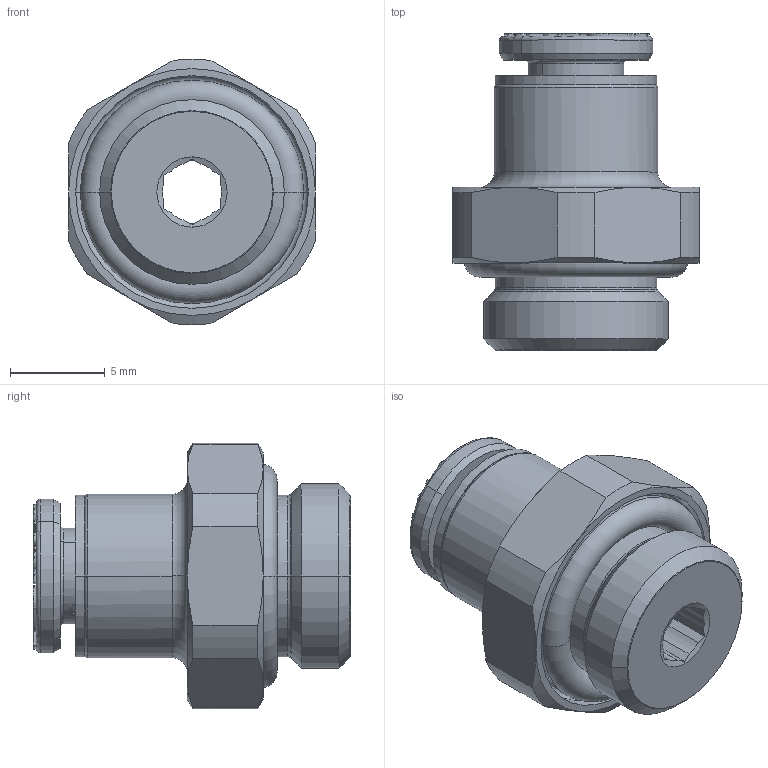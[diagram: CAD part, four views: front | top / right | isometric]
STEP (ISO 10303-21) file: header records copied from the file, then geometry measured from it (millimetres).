
FILE_DESCRIPTION(('STEP AP214'),'1');
FILE_NAME('6801_04_10.stp','2016-07-07T14:38:21',('TraceParts'),('TraceParts S.A.'),'Spatial InterOp 3D',' ',' ');
FILE_SCHEMA(('automotive_design'));
Length unit declared in the file: millimetre
Products named in the file (9): V801-04-10_ASM|Next assembly relationship#44104-62_ASM|Next assembly relationship#44104-35;44104-35; V801-04-10_ASM|Next assembly relationship#44104-62_ASM|Next assembly relationship#44104-37;44104-37; V801-04-10_ASM|Next assembly relationship#44104-62_ASM|Next assembly relationship#44104;44104; V801-04-10_ASM|Next assembly relationship#44104-62_ASM|Next assembly relationship#44124-20;44124-20; V801-04-10_ASM|Next assembly relationship#46604-11-69;46604-11-69; V801-04-10_ASM|Next assembly relationship#44104-11-10_ASS;44104-11-10_ASS; V801-04-10_ASM|Next assembly relationship#23954-24-ASM-8_5-1_63;23954-24-ASM-8_5-1_63
Bounding box: 13 x 16.7 x 13.98 mm (x, y, z)
Volume: 1064 mm3; surface area: 2005.2 mm2
Topology: 7 solids, 9 shells, 727 faces, 1854 edges, 1157 vertices
Faces by surface type: plane 224, cylinder 126, torus 120, extrusion 99, cone 90, bspline 66, sphere 2
Entity records: 24823 total; most frequent: CARTESIAN_POINT 7785, ORIENTED_EDGE 3696, DIRECTION 3223, EDGE_CURVE 1852, AXIS2_PLACEMENT_3D 1169, VERTEX_POINT 1157, VECTOR 885, LINE 786
